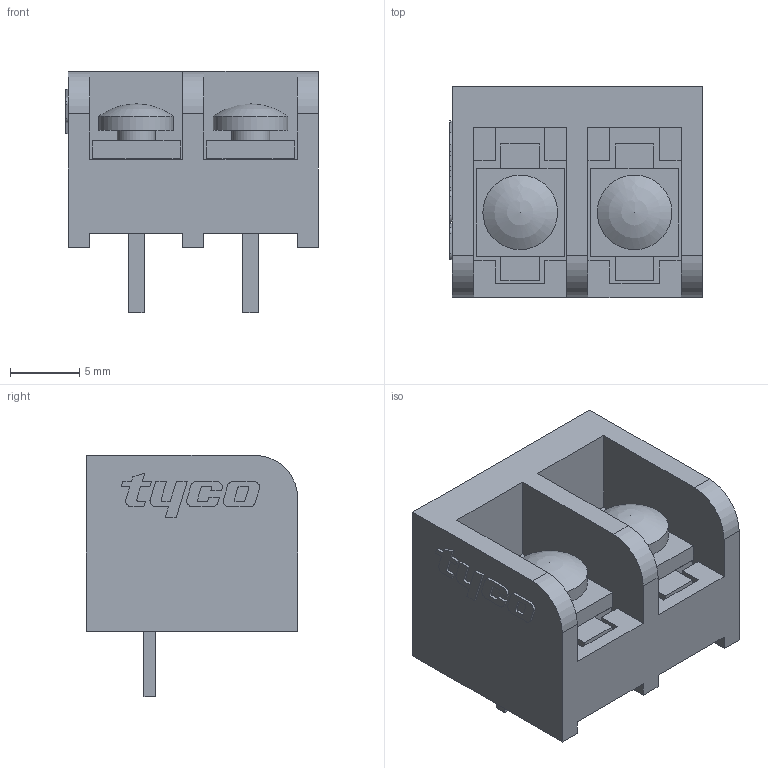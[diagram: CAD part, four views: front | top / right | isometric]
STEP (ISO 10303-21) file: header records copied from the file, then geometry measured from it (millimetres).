
FILE_DESCRIPTION(/* description */ (''),/* implementation_level */ '2;1');
FILE_NAME(/* name */ 'c-5-1437648-7-t-3d.step',/* time_stamp */ '2021-02-07T17:01:47+02:00',/* author */ (''),/* organization */ (''),/* preprocessor_version */ 'ST-DEVELOPER v18.1',/* originating_system */ 'Autodesk Translation Framework v9.7.1.1290',/* authorisation */ '');
FILE_SCHEMA (('AUTOMOTIVE_DESIGN { 1 0 10303 214 3 1 1 }'));
Length unit declared in the file: millimetre
Products named in the file (1): (Unsaved)
Bounding box: 18.26 x 15.24 x 17.4 mm (x, y, z)
Volume: 2338 mm3; surface area: 2121.6 mm2
Topology: 1 solids, 1 shells, 194 faces, 527 edges, 348 vertices
Faces by surface type: plane 159, cylinder 33, sphere 2
Full cylindrical faces by diameter (mm): 2.76 x2, 5.385 x2
Entity records: 6062 total; most frequent: CARTESIAN_POINT 1068, ORIENTED_EDGE 1050, DIRECTION 983, EDGE_CURVE 525, LINE 457, VECTOR 457, VERTEX_POINT 348, AXIS2_PLACEMENT_3D 263
